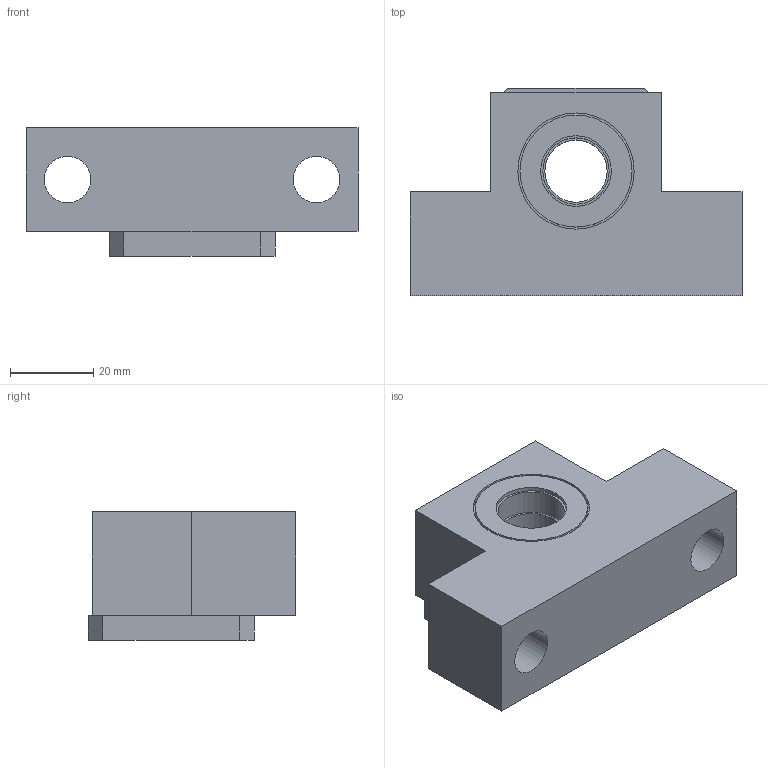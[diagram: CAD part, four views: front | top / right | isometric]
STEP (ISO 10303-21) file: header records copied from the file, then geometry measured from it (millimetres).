
FILE_DESCRIPTION (( 'STEP AP214' ), '1' );
FILE_NAME ('B623 Îïîðà õîäîâîãî âèíòà EK-15.STEP', '2026-03-02T13:53:06', ( '' ), ( '' ), 'SwSTEP 2.0', 'SolidWorks 2026', '' );
FILE_SCHEMA (( 'AUTOMOTIVE_DESIGN' ));
Length unit declared in the file: millimetre
Products named in the file (4): B623 Крышка_00; socket head cap screw_din_DIN 912 M4 x 6 --- 6N; B623 Опора ходового винта EK-15; B623 Опора ходового винта EK-15 корпус_00
Assembly tree (6 placements, depth 2):
  B623 Опора ходового винта EK-15
    B623 Опора ходового винта EK-15 корпус_00
    B623 Крышка_00
    socket head cap screw_din_DIN 912 M4 x 6 --- 6N  x4
Bounding box: 80 x 50 x 31 mm (x, y, z)
Volume: 72781 mm3; surface area: 21056.1 mm2
Topology: 6 solids, 6 shells, 209 faces, 458 edges, 280 vertices
Faces by surface type: plane 99, cylinder 70, cone 20, torus 20
Entity records: 3739 total; most frequent: DIRECTION 700, CARTESIAN_POINT 600, ORIENTED_EDGE 564, EDGE_CURVE 282, AXIS2_PLACEMENT_3D 281, VERTEX_POINT 181, EDGE_LOOP 165, CIRCLE 144
